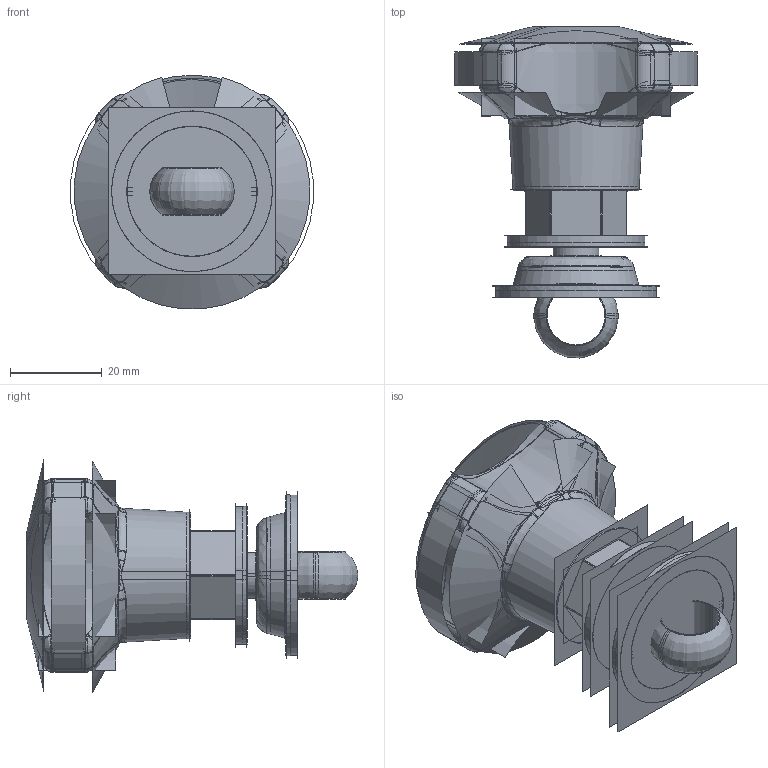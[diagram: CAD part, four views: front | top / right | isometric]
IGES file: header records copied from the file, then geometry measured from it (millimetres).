
Start section:  PTC IGES file: S0683-684442.igs
Global section: file name: S0683-684442.igs; native system: Pro/ENGINEER by Parametric Technology Corporation; preprocessor: 2005310; author: RCRU51; organization: Unknown; date: 080225.105324; units: millimetre
Bounding box: 52.82 x 72.22 x 50.85 mm (x, y, z)
Surface area: 44428.7 mm2 (no closed solid volume)
Topology: 0 solids, 0 shells, 276 faces, 3506 edges, 4592 vertices
Faces by surface type: revolution 146, bspline 130
